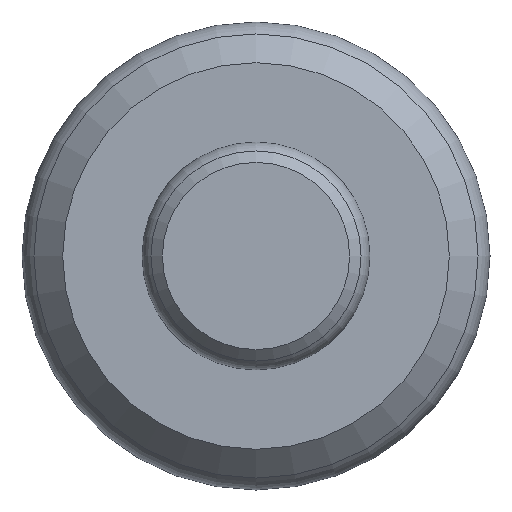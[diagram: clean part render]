
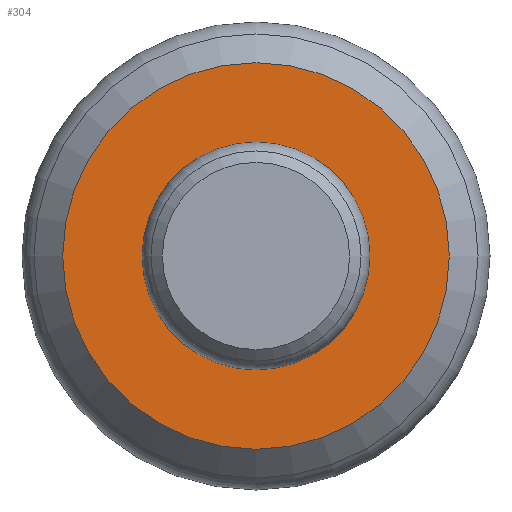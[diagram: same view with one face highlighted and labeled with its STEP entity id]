
A CAD part, front view. The second image highlights one B-rep face of the part: STEP entity #304.
In plain terms, the highlighted planar face has unit normal (0, -1, 0).
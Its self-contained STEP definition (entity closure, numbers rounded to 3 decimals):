
#15=FACE_BOUND('',#63,.T.);
#26=PLANE('',#358);
#44=FACE_OUTER_BOUND('',#62,.T.);
#62=EDGE_LOOP('',(#268));
#63=EDGE_LOOP('',(#269));
#121=CIRCLE('',#346,2.8);
#127=CIRCLE('',#355,4.75);
#150=VERTEX_POINT('',#526);
#155=VERTEX_POINT('',#541);
#188=EDGE_CURVE('',#150,#150,#121,.T.);
#194=EDGE_CURVE('',#155,#155,#127,.T.);
#268=ORIENTED_EDGE('',*,*,#194,.F.);
#269=ORIENTED_EDGE('',*,*,#188,.T.);
#304=ADVANCED_FACE('',(#44,#15),#26,.F.);
#346=AXIS2_PLACEMENT_3D('',#528,#430,#431);
#355=AXIS2_PLACEMENT_3D('',#542,#448,#449);
#358=AXIS2_PLACEMENT_3D('',#548,#456,#457);
#430=DIRECTION('center_axis',(0.,1.,0.));
#431=DIRECTION('ref_axis',(1.,0.,0.));
#448=DIRECTION('center_axis',(0.,1.,0.));
#449=DIRECTION('ref_axis',(1.,0.,0.));
#456=DIRECTION('center_axis',(0.,1.,0.));
#457=DIRECTION('ref_axis',(1.,0.,0.));
#526=CARTESIAN_POINT('',(-2.8,-4.5,0.));
#528=CARTESIAN_POINT('Origin',(0.,-4.5,0.));
#541=CARTESIAN_POINT('',(-4.75,-4.5,0.));
#542=CARTESIAN_POINT('Origin',(0.,-4.5,0.));
#548=CARTESIAN_POINT('Origin',(0.,-4.5,0.));
